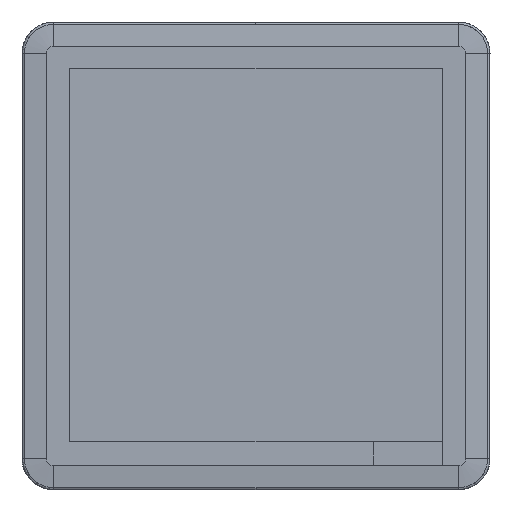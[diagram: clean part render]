
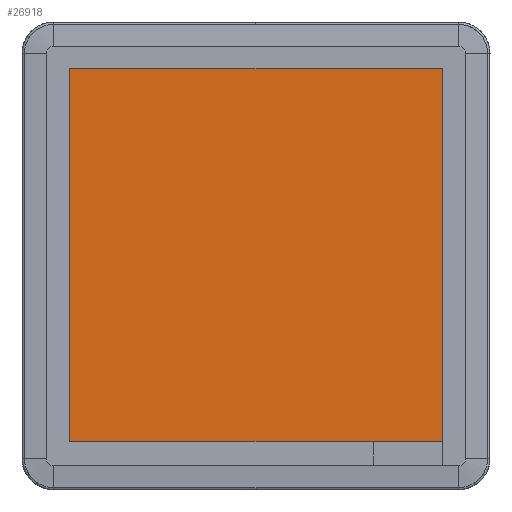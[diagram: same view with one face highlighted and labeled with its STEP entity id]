
A CAD part, front view. The second image highlights one B-rep face of the part: STEP entity #26918.
In plain terms, the highlighted planar face has unit normal (0, -1, 0).
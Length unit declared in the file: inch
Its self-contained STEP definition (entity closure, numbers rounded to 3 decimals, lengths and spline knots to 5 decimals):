
#653 = CARTESIAN_POINT ( 'NONE',  ( 3.20087, -1.14182, 3.21652 ) ) ;
#1367 = LINE ( 'NONE', #77696, #9179 ) ;
#1808 = CARTESIAN_POINT ( 'NONE',  ( -3.20093, -1.14182, -3.18899 ) ) ;
#1867 = CARTESIAN_POINT ( 'NONE',  ( -3.20093, -1.14182, -3.18899 ) ) ;
#3635 = VERTEX_POINT ( 'NONE', #40199 ) ;
#3637 = DIRECTION ( 'NONE',  ( -1., 0., 0. ) ) ;
#8975 = ORIENTED_EDGE ( 'NONE', *, *, #61035, .T. ) ;
#9179 = VECTOR ( 'NONE', #66545, 39.37008 ) ;
#9189 = EDGE_LOOP ( 'NONE', ( #42235, #72913, #56128, #8975, #60760, #11231, #22552 ) ) ;
#10639 = DIRECTION ( 'NONE',  ( -1., 0., 0. ) ) ;
#11231 = ORIENTED_EDGE ( 'NONE', *, *, #31240, .T. ) ;
#11714 = EDGE_CURVE ( 'NONE', #3635, #18100, #24279, .T. ) ;
#12410 = FACE_OUTER_BOUND ( 'NONE', #9189, .T. ) ;
#13464 = CARTESIAN_POINT ( 'NONE',  ( 2.01507, -1.14182, -3.18899 ) ) ;
#18100 = VERTEX_POINT ( 'NONE', #49105 ) ;
#18628 = DIRECTION ( 'NONE',  ( 0., 0., 1. ) ) ;
#21291 = VECTOR ( 'NONE', #18628, 39.37008 ) ;
#21778 = CARTESIAN_POINT ( 'NONE',  ( -0.00003, -1.14182, -3.18899 ) ) ;
#22552 = ORIENTED_EDGE ( 'NONE', *, *, #66576, .T. ) ;
#24279 = LINE ( 'NONE', #81364, #62878 ) ;
#24957 = DIRECTION ( 'NONE',  ( 1., 0., 0. ) ) ;
#26233 = VECTOR ( 'NONE', #42528, 39.37008 ) ;
#26918 = ADVANCED_FACE ( 'NONE', ( #12410 ), #38375, .T. ) ;
#28410 = CARTESIAN_POINT ( 'NONE',  ( -3.20093, -1.14182, 3.21652 ) ) ;
#28700 = DIRECTION ( 'NONE',  ( 1., 0., 0. ) ) ;
#29747 = VERTEX_POINT ( 'NONE', #1867 ) ;
#31240 = EDGE_CURVE ( 'NONE', #41535, #75716, #43769, .T. ) ;
#35265 = AXIS2_PLACEMENT_3D ( 'NONE', #64334, #77990, #76723 ) ;
#37286 = VECTOR ( 'NONE', #3637, 39.37008 ) ;
#38375 = PLANE ( 'NONE',  #35265 ) ;
#39050 = CARTESIAN_POINT ( 'NONE',  ( 3.20087, -1.14182, -3.18899 ) ) ;
#40199 = CARTESIAN_POINT ( 'NONE',  ( -0.00003, -1.14182, 3.21652 ) ) ;
#41535 = VERTEX_POINT ( 'NONE', #21778 ) ;
#42235 = ORIENTED_EDGE ( 'NONE', *, *, #42275, .T. ) ;
#42275 = EDGE_CURVE ( 'NONE', #65961, #83324, #72267, .T. ) ;
#42528 = DIRECTION ( 'NONE',  ( 1., 0., 0. ) ) ;
#43769 = LINE ( 'NONE', #55696, #26233 ) ;
#45363 = EDGE_CURVE ( 'NONE', #29747, #41535, #70908, .T. ) ;
#47621 = VECTOR ( 'NONE', #28700, 39.37008 ) ;
#49105 = CARTESIAN_POINT ( 'NONE',  ( -3.20093, -1.14182, 3.21652 ) ) ;
#51308 = CARTESIAN_POINT ( 'NONE',  ( -3.20093, -1.14182, -3.18899 ) ) ;
#53893 = EDGE_CURVE ( 'NONE', #83324, #3635, #68400, .T. ) ;
#55696 = CARTESIAN_POINT ( 'NONE',  ( -3.20093, -1.14182, -3.18899 ) ) ;
#56128 = ORIENTED_EDGE ( 'NONE', *, *, #11714, .T. ) ;
#60196 = LINE ( 'NONE', #1808, #47621 ) ;
#60760 = ORIENTED_EDGE ( 'NONE', *, *, #45363, .T. ) ;
#61035 = EDGE_CURVE ( 'NONE', #18100, #29747, #1367, .T. ) ;
#62878 = VECTOR ( 'NONE', #10639, 39.37008 ) ;
#64334 = CARTESIAN_POINT ( 'NONE',  ( -3.20093, -1.14182, -3.18899 ) ) ;
#65961 = VERTEX_POINT ( 'NONE', #72978 ) ;
#66545 = DIRECTION ( 'NONE',  ( 0., 0., -1. ) ) ;
#66576 = EDGE_CURVE ( 'NONE', #75716, #65961, #60196, .T. ) ;
#68400 = LINE ( 'NONE', #28410, #37286 ) ;
#70908 = LINE ( 'NONE', #51308, #77075 ) ;
#72267 = LINE ( 'NONE', #39050, #21291 ) ;
#72913 = ORIENTED_EDGE ( 'NONE', *, *, #53893, .T. ) ;
#72978 = CARTESIAN_POINT ( 'NONE',  ( 3.20087, -1.14182, -3.18899 ) ) ;
#75716 = VERTEX_POINT ( 'NONE', #13464 ) ;
#76723 = DIRECTION ( 'NONE',  ( 0., 0., -1. ) ) ;
#77075 = VECTOR ( 'NONE', #24957, 39.37008 ) ;
#77696 = CARTESIAN_POINT ( 'NONE',  ( -3.20093, -1.14182, -3.18899 ) ) ;
#77990 = DIRECTION ( 'NONE',  ( 0., -1., 0. ) ) ;
#81364 = CARTESIAN_POINT ( 'NONE',  ( -3.20093, -1.14182, 3.21652 ) ) ;
#83324 = VERTEX_POINT ( 'NONE', #653 ) ;
